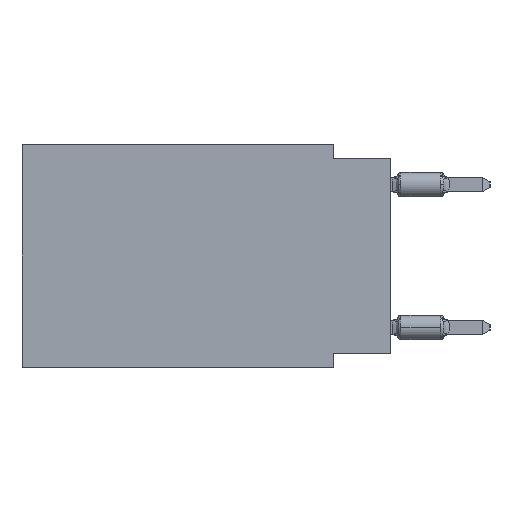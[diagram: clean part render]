
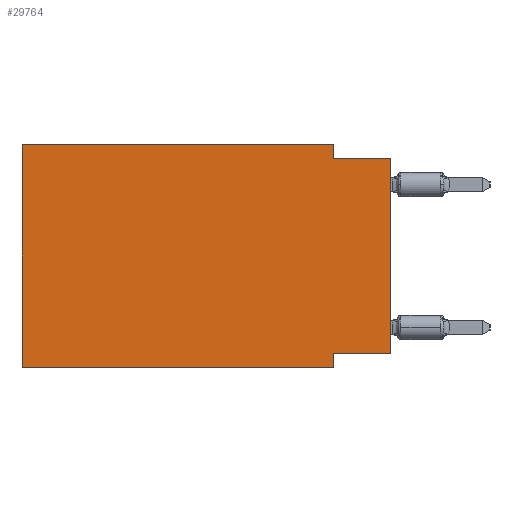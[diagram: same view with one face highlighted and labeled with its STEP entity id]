
A CAD part, left-side view. The second image highlights one B-rep face of the part: STEP entity #29764.
In plain terms, the highlighted planar face has unit normal (-1, 0, 0).
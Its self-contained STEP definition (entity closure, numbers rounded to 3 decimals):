
#732 = EDGE_CURVE ( 'NONE', #4037, #23836, #6265, .T. ) ;
#781 = LINE ( 'NONE', #1092, #19012 ) ;
#1092 = CARTESIAN_POINT ( 'NONE',  ( 0., 16.383, 0. ) ) ;
#1344 = VECTOR ( 'NONE', #11030, 1000. ) ;
#1529 = CARTESIAN_POINT ( 'NONE',  ( 0., 2.54, -9.906 ) ) ;
#1989 = VERTEX_POINT ( 'NONE', #20777 ) ;
#2122 = EDGE_CURVE ( 'NONE', #24907, #5478, #7411, .T. ) ;
#2349 = DIRECTION ( 'NONE',  ( 0., 0., -1. ) ) ;
#3161 = VECTOR ( 'NONE', #2349, 1000. ) ;
#3275 = DIRECTION ( 'NONE',  ( 0., -1., 0. ) ) ;
#3937 = CARTESIAN_POINT ( 'NONE',  ( 0., 16.383, -9.906 ) ) ;
#4037 = VERTEX_POINT ( 'NONE', #9563 ) ;
#4613 = VERTEX_POINT ( 'NONE', #25651 ) ;
#4741 = LINE ( 'NONE', #5206, #28124 ) ;
#4871 = CARTESIAN_POINT ( 'NONE',  ( 0., 16.383, 0. ) ) ;
#4940 = VECTOR ( 'NONE', #25940, 1000. ) ;
#5206 = CARTESIAN_POINT ( 'NONE',  ( 0., 0., -0.635 ) ) ;
#5478 = VERTEX_POINT ( 'NONE', #18119 ) ;
#5533 = DIRECTION ( 'NONE',  ( 0., -1., 0. ) ) ;
#6128 = LINE ( 'NONE', #15810, #22671 ) ;
#6265 = LINE ( 'NONE', #1529, #4940 ) ;
#7411 = LINE ( 'NONE', #4871, #18397 ) ;
#7690 = VERTEX_POINT ( 'NONE', #22326 ) ;
#8282 = ORIENTED_EDGE ( 'NONE', *, *, #8727, .F. ) ;
#8727 = EDGE_CURVE ( 'NONE', #22628, #7690, #29007, .T. ) ;
#9048 = EDGE_LOOP ( 'NONE', ( #29555, #28642, #8282, #12559, #21872, #16311, #16764, #27611 ) ) ;
#9306 = CARTESIAN_POINT ( 'NONE',  ( 0., 16.383, 0. ) ) ;
#9563 = CARTESIAN_POINT ( 'NONE',  ( 0., 2.54, -9.271 ) ) ;
#9868 = CARTESIAN_POINT ( 'NONE',  ( 0., 2.54, 0. ) ) ;
#11030 = DIRECTION ( 'NONE',  ( 0., 0., 1. ) ) ;
#12559 = ORIENTED_EDGE ( 'NONE', *, *, #13413, .F. ) ;
#13024 = VECTOR ( 'NONE', #13339, 1000. ) ;
#13339 = DIRECTION ( 'NONE',  ( 0., 1., 0. ) ) ;
#13382 = EDGE_CURVE ( 'NONE', #7690, #1989, #4741, .T. ) ;
#13413 = EDGE_CURVE ( 'NONE', #5478, #22628, #781, .T. ) ;
#15609 = CARTESIAN_POINT ( 'NONE',  ( 0., 0., 0. ) ) ;
#15810 = CARTESIAN_POINT ( 'NONE',  ( 0., 16.383, -9.906 ) ) ;
#16311 = ORIENTED_EDGE ( 'NONE', *, *, #25304, .T. ) ;
#16764 = ORIENTED_EDGE ( 'NONE', *, *, #732, .F. ) ;
#17716 = DIRECTION ( 'NONE',  ( 0., 0., 1. ) ) ;
#18119 = CARTESIAN_POINT ( 'NONE',  ( 0., 16.383, 0. ) ) ;
#18397 = VECTOR ( 'NONE', #17716, 1000. ) ;
#19012 = VECTOR ( 'NONE', #5533, 1000. ) ;
#19561 = AXIS2_PLACEMENT_3D ( 'NONE', #9306, #23905, #23600 ) ;
#20534 = LINE ( 'NONE', #15609, #1344 ) ;
#20777 = CARTESIAN_POINT ( 'NONE',  ( 0., 0., -0.635 ) ) ;
#21839 = PLANE ( 'NONE',  #19561 ) ;
#21872 = ORIENTED_EDGE ( 'NONE', *, *, #2122, .F. ) ;
#21891 = DIRECTION ( 'NONE',  ( 0., -1., 0. ) ) ;
#22326 = CARTESIAN_POINT ( 'NONE',  ( 0., 2.54, -0.635 ) ) ;
#22628 = VERTEX_POINT ( 'NONE', #9868 ) ;
#22671 = VECTOR ( 'NONE', #3275, 1000. ) ;
#22673 = CARTESIAN_POINT ( 'NONE',  ( 0., 2.54, -9.906 ) ) ;
#23600 = DIRECTION ( 'NONE',  ( 0., 0., -1. ) ) ;
#23836 = VERTEX_POINT ( 'NONE', #22673 ) ;
#23905 = DIRECTION ( 'NONE',  ( 1., 0., 0. ) ) ;
#24054 = FACE_OUTER_BOUND ( 'NONE', #9048, .T. ) ;
#24136 = EDGE_CURVE ( 'NONE', #4613, #1989, #20534, .T. ) ;
#24504 = EDGE_CURVE ( 'NONE', #4613, #4037, #25250, .T. ) ;
#24907 = VERTEX_POINT ( 'NONE', #3937 ) ;
#25250 = LINE ( 'NONE', #25724, #13024 ) ;
#25304 = EDGE_CURVE ( 'NONE', #24907, #23836, #6128, .T. ) ;
#25651 = CARTESIAN_POINT ( 'NONE',  ( 0., 0., -9.271 ) ) ;
#25724 = CARTESIAN_POINT ( 'NONE',  ( 0., 0., -9.271 ) ) ;
#25940 = DIRECTION ( 'NONE',  ( 0., 0., -1. ) ) ;
#27611 = ORIENTED_EDGE ( 'NONE', *, *, #24504, .F. ) ;
#28124 = VECTOR ( 'NONE', #21891, 1000. ) ;
#28642 = ORIENTED_EDGE ( 'NONE', *, *, #13382, .F. ) ;
#29007 = LINE ( 'NONE', #31252, #3161 ) ;
#29555 = ORIENTED_EDGE ( 'NONE', *, *, #24136, .T. ) ;
#29764 = ADVANCED_FACE ( 'NONE', ( #24054 ), #21839, .F. ) ;
#31252 = CARTESIAN_POINT ( 'NONE',  ( 0., 2.54, 0. ) ) ;
